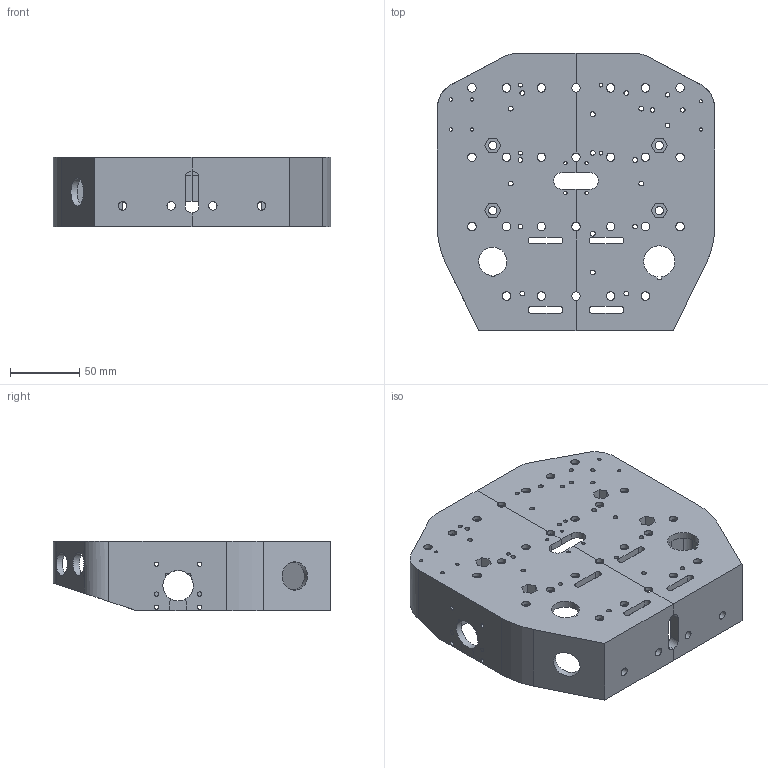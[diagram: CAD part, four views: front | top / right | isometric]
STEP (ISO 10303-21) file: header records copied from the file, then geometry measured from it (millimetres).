
FILE_DESCRIPTION(('FreeCAD Model'),'2;1');
FILE_NAME('Open CASCADE Shape Model','2023-07-09T23:19:05',(''),(''), 'Open CASCADE STEP processor 7.5','FreeCAD','Unknown');
FILE_SCHEMA(('AUTOMOTIVE_DESIGN { 1 0 10303 214 1 1 1 1 }'));
Length unit declared in the file: millimetre
Products named in the file (2): mainchassis; Body
Assembly tree (1 placements, depth 2):
  mainchassis
    Body
Bounding box: 200 x 200 x 50 mm (x, y, z)
Volume: 390306.3 mm3; surface area: 152709.2 mm2
Topology: 1 solids, 1 shells, 809 faces, 2361 edges, 1565 vertices
Faces by surface type: plane 464, extrusion 210, cylinder 135
Full cylindrical faces by diameter (mm): 1 x12, 2.4 x10, 2.8 x4, 3.1 x8, 3.2 x4, 3.4 x16, 6.1 x30, 16.5 x6, 20.4 x1, 22 x2
Entity records: 63261 total; most frequent: CARTESIAN_POINT 18018, DIRECTION 7430, VECTOR 5390, LINE 5180, ORIENTED_EDGE 4722, PCURVE 4722, DEFINITIONAL_REPRESENTATION 4722, EDGE_CURVE 2361
